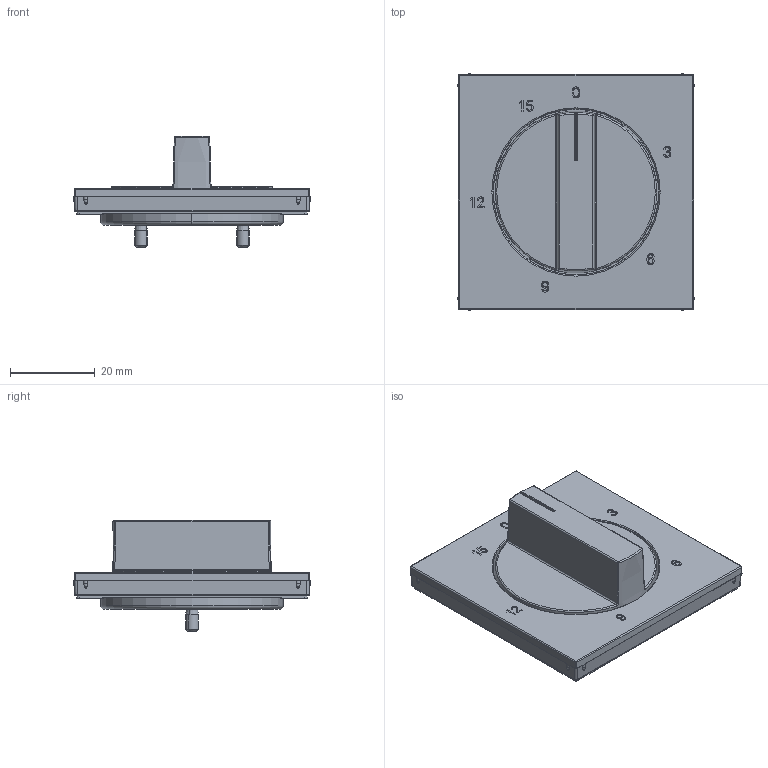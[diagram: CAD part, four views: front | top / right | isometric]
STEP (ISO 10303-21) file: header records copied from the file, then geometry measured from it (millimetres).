
FILE_DESCRIPTION((''),'2;1');
FILE_NAME('WAF1314_GEN_ASM','2025-03-19T11:24:30',('andolfs'),(''),'CREO PARAMETRIC BY PTC INC, 2023154','CREO PARAMETRIC BY PTC INC, 2023154','');
FILE_SCHEMA(('AUTOMOTIVE_DESIGN { 1 0 10303 214 1 1 1 1 }'));
Products named in the file (7): W4G0139_18; W3A0348_GEN; 9024172_GEN; 9002525000; KLEMMRING_1000003495_PAE_000_AA; 9003656000; WAF1314_GEN_ASM
Assembly tree (7 placements, depth 2):
  WAF1314_GEN_ASM
    W4G0139_18
    W3A0348_GEN
    9024172_GEN
    9002525000  x2
    KLEMMRING_1000003495_PAE_000_AA
    9003656000
Bounding box: 55.9 x 55.9 x 26.25 mm (x, y, z)
Volume: 15454.3 mm3; surface area: 17017.7 mm2
Topology: 6 solids, 14 shells, 1463 faces, 4057 edges, 2672 vertices
Faces by surface type: plane 1041, cylinder 165, extrusion 91, bspline 56, cone 50, torus 48, sphere 12
Entity records: 61818 total; most frequent: CARTESIAN_POINT 15099, ORIENTED_EDGE 7723, DIRECTION 6507, EDGE_CURVE 3905, VECTOR 3039, LINE 2948, VERTEX_POINT 2583, PRESENTATION_STYLE_ASSIGNMENT 2382
